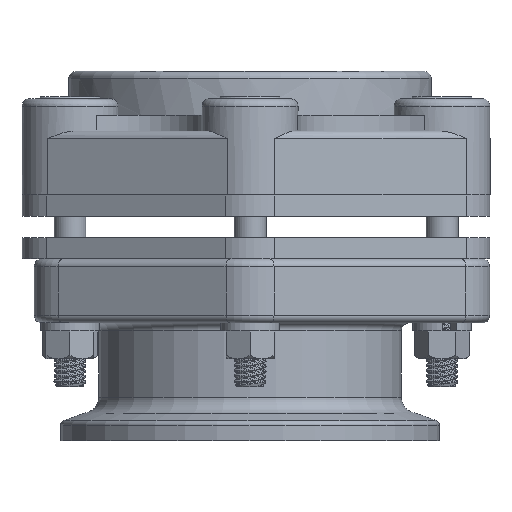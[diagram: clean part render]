
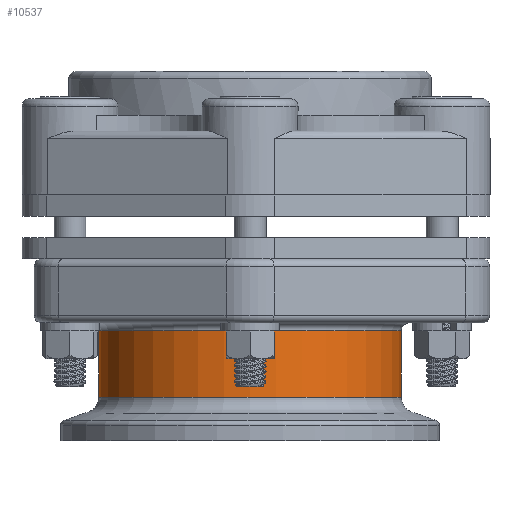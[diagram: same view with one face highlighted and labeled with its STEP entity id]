
A CAD part, left-side view. The second image highlights one B-rep face of the part: STEP entity #10537.
In plain terms, the highlighted cylindrical face has radius 45.085 mm (diameter 90.17 mm), a full revolution.
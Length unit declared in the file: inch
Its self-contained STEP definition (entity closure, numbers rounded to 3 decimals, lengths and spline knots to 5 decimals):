
#304=CYLINDRICAL_SURFACE('',#11437,1.775);
#1101=FACE_OUTER_BOUND('',#1747,.T.);
#1747=EDGE_LOOP('',(#8874,#8875,#8876,#8877,#8878));
#2200=CIRCLE('',#11419,1.775);
#2204=CIRCLE('',#11423,1.775);
#2217=CIRCLE('',#11438,1.775);
#3321=LINE('',#20072,#4141);
#4141=VECTOR('',#13474,1.775);
#5017=VERTEX_POINT('',#20024);
#5018=VERTEX_POINT('',#20025);
#5039=VERTEX_POINT('',#20071);
#6352=EDGE_CURVE('',#5017,#5018,#2200,.T.);
#6356=EDGE_CURVE('',#5018,#5017,#2204,.T.);
#6375=EDGE_CURVE('',#5017,#5039,#3321,.T.);
#6376=EDGE_CURVE('',#5039,#5039,#2217,.T.);
#8874=ORIENTED_EDGE('',*,*,#6352,.F.);
#8875=ORIENTED_EDGE('',*,*,#6375,.T.);
#8876=ORIENTED_EDGE('',*,*,#6376,.F.);
#8877=ORIENTED_EDGE('',*,*,#6375,.F.);
#8878=ORIENTED_EDGE('',*,*,#6356,.F.);
#10537=ADVANCED_FACE('',(#1101),#304,.T.);
#11419=AXIS2_PLACEMENT_3D('',#20026,#13430,#13431);
#11423=AXIS2_PLACEMENT_3D('',#20032,#13438,#13439);
#11437=AXIS2_PLACEMENT_3D('',#20070,#13472,#13473);
#11438=AXIS2_PLACEMENT_3D('',#20073,#13475,#13476);
#13430=DIRECTION('center_axis',(0.,0.,-1.));
#13431=DIRECTION('ref_axis',(0.,1.,0.));
#13438=DIRECTION('center_axis',(0.,0.,-1.));
#13439=DIRECTION('ref_axis',(0.,1.,0.));
#13472=DIRECTION('center_axis',(0.,0.,-1.));
#13473=DIRECTION('ref_axis',(0.,1.,0.));
#13474=DIRECTION('',(0.,0.,1.));
#13475=DIRECTION('center_axis',(0.,0.,1.));
#13476=DIRECTION('ref_axis',(0.,1.,0.));
#20024=CARTESIAN_POINT('',(0.,-1.775,0.84));
#20025=CARTESIAN_POINT('',(1.775,0.,0.84));
#20026=CARTESIAN_POINT('Origin',(0.,0.,0.84));
#20032=CARTESIAN_POINT('Origin',(0.,0.,0.84));
#20070=CARTESIAN_POINT('Origin',(0.,0.,0.90286));
#20071=CARTESIAN_POINT('',(0.,-1.775,1.6197));
#20072=CARTESIAN_POINT('',(0.,-1.775,0.90286));
#20073=CARTESIAN_POINT('Origin',(0.,0.,1.6197));
